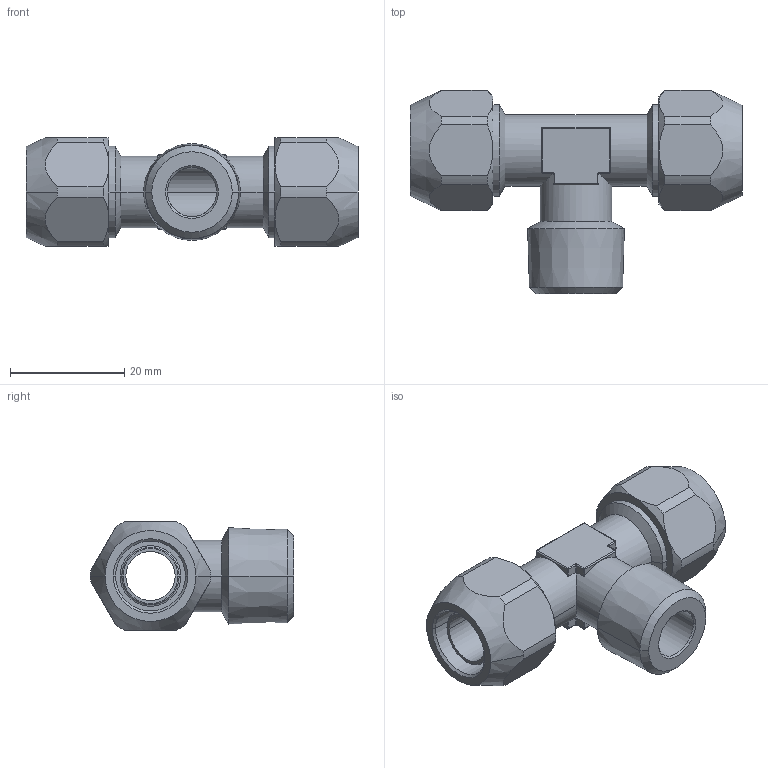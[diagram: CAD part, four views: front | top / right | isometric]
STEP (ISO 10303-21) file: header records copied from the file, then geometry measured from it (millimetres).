
FILE_DESCRIPTION(( 'CX.16.12.38.stp' ), '1');
FILE_NAME( 'CX.16.12.38.stp', '2018-08-24T14:34:42',( 'Sopra'),('sopra-pneumatic.com'), 'SwSTEP 2.0','SolidWorks 2009','' );
FILE_SCHEMA(('CONFIG_CONTROL_DESIGN'));
Length unit declared in the file: millimetre
Products named in the file (1): 361443B_141X4-12-10-3-8K
Bounding box: 58 x 35.5 x 19 mm (x, y, z)
Volume: 10435.7 mm3; surface area: 7858.5 mm2
Topology: 1 solids, 1 shells, 159 faces, 370 edges, 218 vertices
Faces by surface type: cylinder 64, plane 39, cone 32, sphere 12, torus 12
Entity records: 4760 total; most frequent: CARTESIAN_POINT 1107, DIRECTION 790, ORIENTED_EDGE 740, EDGE_CURVE 370, AXIS2_PLACEMENT_3D 325, VERTEX_POINT 218, EDGE_LOOP 168, CIRCLE 166
